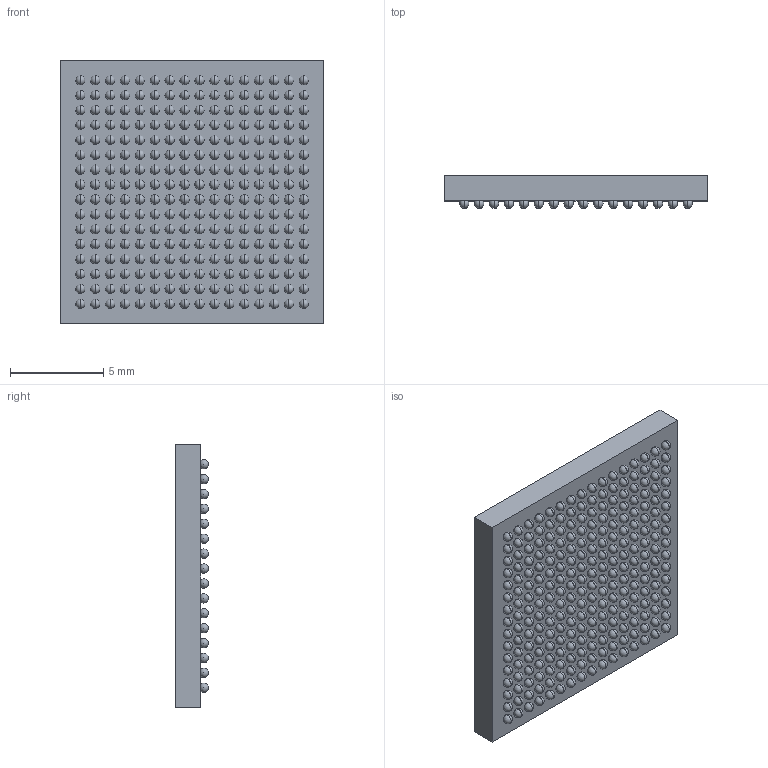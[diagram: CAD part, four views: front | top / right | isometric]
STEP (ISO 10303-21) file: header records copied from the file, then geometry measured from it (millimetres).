
FILE_DESCRIPTION (( 'STEP AP214' ), '1' );
FILE_NAME ('SJA1110.STEP', '2022-02-24T16:31:26', ( '' ), ( '' ), 'SwSTEP 2.0', 'SolidWorks 2014', '' );
FILE_SCHEMA (( 'AUTOMOTIVE_DESIGN' ));
Length unit declared in the file: millimetre
Products named in the file (1): SJA1110
Bounding box: 14.1 x 1.76 x 14.1 mm (x, y, z)
Volume: 283.5 mm3; surface area: 608.2 mm2
Topology: 1 solids, 1 shells, 667 faces, 2715 edges, 1810 vertices
Faces by surface type: sphere 512, plane 112, bspline 29, cylinder 14
Entity records: 26495 total; most frequent: CARTESIAN_POINT 4910, DIRECTION 3707, ORIENTED_EDGE 2870, AXIS2_PLACEMENT_3D 1691, EDGE_CURVE 1435, CIRCLE 1052, VERTEX_POINT 1042, EDGE_LOOP 939
